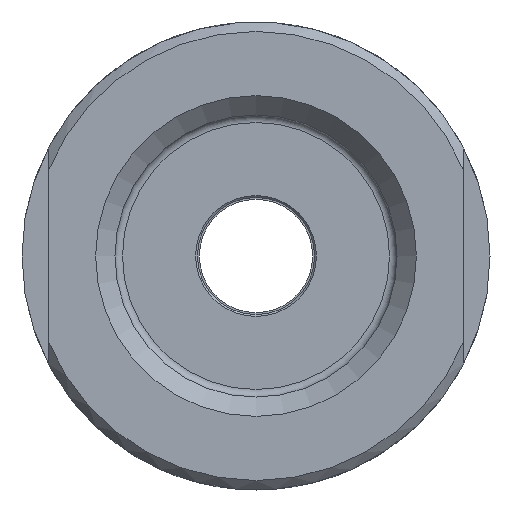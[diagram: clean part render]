
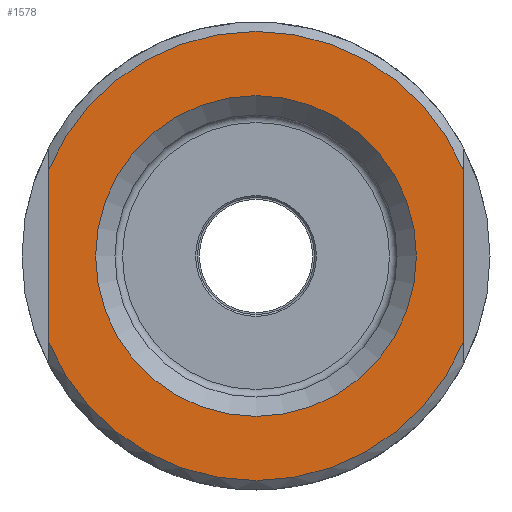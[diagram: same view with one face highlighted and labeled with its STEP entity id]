
A CAD part, left-side view. The second image highlights one B-rep face of the part: STEP entity #1578.
In plain terms, the highlighted planar face has unit normal (-1, 0, 0).
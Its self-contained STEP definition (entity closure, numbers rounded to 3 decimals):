
#53=FACE_BOUND('',#215,.T.);
#65=PLANE('',#1707);
#128=FACE_OUTER_BOUND('',#214,.T.);
#214=EDGE_LOOP('',(#1038,#1039,#1040,#1041));
#215=EDGE_LOOP('',(#1042));
#305=LINE('',#2460,#384);
#306=LINE('',#2463,#385);
#384=VECTOR('',#1963,10.);
#385=VECTOR('',#1966,10.);
#478=CIRCLE('',#1706,8.5);
#479=CIRCLE('',#1708,11.9);
#480=CIRCLE('',#1709,11.9);
#606=VERTEX_POINT('',#2452);
#607=VERTEX_POINT('',#2456);
#608=VERTEX_POINT('',#2457);
#609=VERTEX_POINT('',#2459);
#610=VERTEX_POINT('',#2461);
#777=EDGE_CURVE('',#606,#606,#478,.T.);
#779=EDGE_CURVE('',#607,#608,#479,.T.);
#780=EDGE_CURVE('',#607,#609,#305,.T.);
#781=EDGE_CURVE('',#610,#609,#480,.T.);
#782=EDGE_CURVE('',#610,#608,#306,.T.);
#1038=ORIENTED_EDGE('',*,*,#779,.F.);
#1039=ORIENTED_EDGE('',*,*,#780,.T.);
#1040=ORIENTED_EDGE('',*,*,#781,.F.);
#1041=ORIENTED_EDGE('',*,*,#782,.T.);
#1042=ORIENTED_EDGE('',*,*,#777,.F.);
#1578=ADVANCED_FACE('',(#128,#53),#65,.T.);
#1706=AXIS2_PLACEMENT_3D('',#2453,#1956,#1957);
#1707=AXIS2_PLACEMENT_3D('',#2455,#1959,#1960);
#1708=AXIS2_PLACEMENT_3D('',#2458,#1961,#1962);
#1709=AXIS2_PLACEMENT_3D('',#2462,#1964,#1965);
#1956=DIRECTION('center_axis',(-1.,0.,0.));
#1957=DIRECTION('ref_axis',(0.,-1.,0.));
#1959=DIRECTION('center_axis',(-1.,0.,0.));
#1960=DIRECTION('ref_axis',(0.,0.,1.));
#1961=DIRECTION('center_axis',(1.,0.,0.));
#1962=DIRECTION('ref_axis',(0.,1.,0.));
#1963=DIRECTION('',(0.,0.,1.));
#1964=DIRECTION('center_axis',(1.,0.,0.));
#1965=DIRECTION('ref_axis',(0.,1.,0.));
#1966=DIRECTION('',(0.,0.,-1.));
#2452=CARTESIAN_POINT('',(-16.,8.5,0.));
#2453=CARTESIAN_POINT('Origin',(-16.,0.,
0.));
#2455=CARTESIAN_POINT('Origin',(-16.,9.938,0.));
#2456=CARTESIAN_POINT('',(-16.,-11.,-4.54));
#2457=CARTESIAN_POINT('',(-16.,11.,-4.54));
#2458=CARTESIAN_POINT('Origin',(-16.,0.,
0.));
#2459=CARTESIAN_POINT('',(-16.,-11.,4.54));
#2460=CARTESIAN_POINT('',(-16.,-11.,2.862));
#2461=CARTESIAN_POINT('',(-16.,11.,4.54));
#2462=CARTESIAN_POINT('Origin',(-16.,0.,
0.));
#2463=CARTESIAN_POINT('',(-16.,11.,-2.862));
